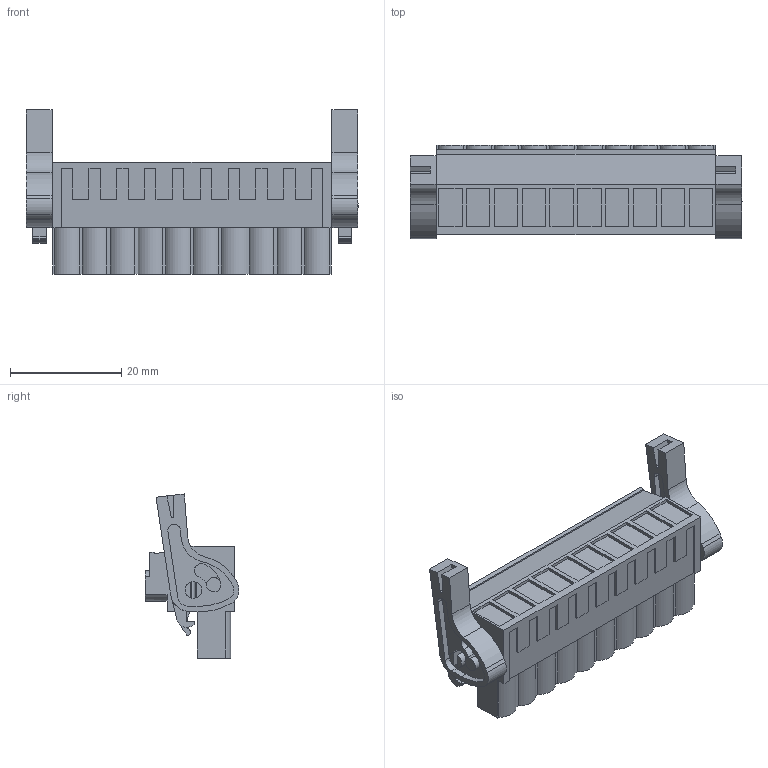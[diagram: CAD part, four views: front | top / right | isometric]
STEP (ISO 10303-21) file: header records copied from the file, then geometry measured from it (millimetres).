
FILE_DESCRIPTION(('CATIA V5 STEP Exchange','CAx-IF Rec.Pracs.--- Model Styling and Organization---1.2---2011-12-15'),'2;1');
FILE_NAME ('D1460379_0_1956290000_1956290000.stp','2017-05-31T13:04:14+00:00',('none'),('Weidmueller'),'CATIA Version 5-6 Release 2014','CATIA V5 STEP AP214','none');
FILE_SCHEMA(('AUTOMOTIVE_DESIGN { 1 0 10303 214 1 1 1 1 }'));
Length unit declared in the file: millimetre
Products named in the file (1): 1956290000
Bounding box: 59.7 x 16.89 x 29.52 mm (x, y, z)
Volume: 11046.8 mm3; surface area: 7245.4 mm2
Topology: 13 solids, 13 shells, 762 faces, 2164 edges, 1478 vertices
Faces by surface type: plane 572, cylinder 188, extrusion 2
Entity records: 24116 total; most frequent: CARTESIAN_POINT 4525, ORIENTED_EDGE 4328, DIRECTION 3185, EDGE_CURVE 2164, VECTOR 1709, LINE 1707, VERTEX_POINT 1478, AXIS2_PLACEMENT_3D 943
